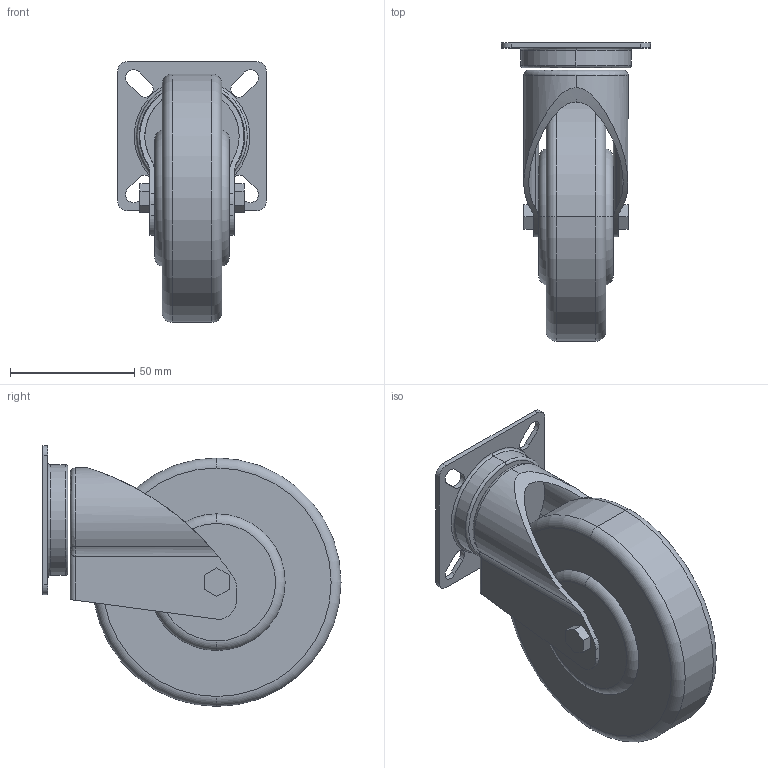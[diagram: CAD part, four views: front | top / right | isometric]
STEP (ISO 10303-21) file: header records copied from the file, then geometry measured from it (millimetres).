
FILE_DESCRIPTION (( 'STEP AP203' ), '1' );
FILE_NAME ('084.404.002.STEP', '2013-01-28T09:15:48', ( 'Alusic' ), ( 'Alusic' ), 'SwSTEP 2.0', 'SolidWorks 2011', '' );
FILE_SCHEMA (( 'CONFIG_CONTROL_DESIGN' ));
Length unit declared in the file: millimetre
Products named in the file (1): 084.404.002
Bounding box: 60 x 120 x 105 mm (x, y, z)
Volume: 234424.2 mm3; surface area: 56942.4 mm2
Topology: 7 solids, 7 shells, 96 faces, 231 edges, 148 vertices
Faces by surface type: plane 46, cylinder 35, torus 13, bspline 2
Entity records: 3227 total; most frequent: CARTESIAN_POINT 868, DIRECTION 494, ORIENTED_EDGE 458, EDGE_CURVE 229, AXIS2_PLACEMENT_3D 184, VERTEX_POINT 148, VECTOR 126, LINE 126
